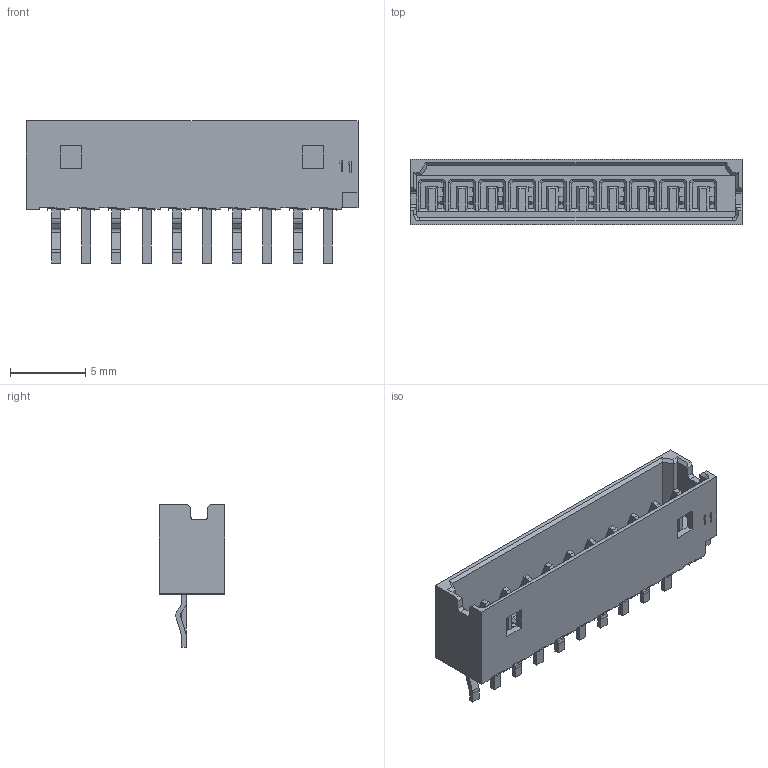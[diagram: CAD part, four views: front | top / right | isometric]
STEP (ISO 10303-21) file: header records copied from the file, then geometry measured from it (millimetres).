
FILE_DESCRIPTION(('FreeCAD Model'),'2;1');
FILE_NAME('Open CASCADE Shape Model','2021-05-18T23:22:29',(''),(''), 'Open CASCADE STEP processor 7.4','FreeCAD','Unknown');
FILE_SCHEMA(('AUTOMOTIVE_DESIGN { 1 0 10303 214 1 1 1 1 }'));
Length unit declared in the file: millimetre
Products named in the file (540): Face; Face001; Face002; Face003; Face004; Face005; Face006; Face007; Face008; Face009; Face010; Face011; Face012; Face013; Face014; Face015; Face016; Face017; Face018; Face019; Face020; Face021; Face022; Face023; Face024; Face025; Face026; Face027; Face028; Face029; Face030; Face031; Face032; Face033; Face034; Face035; Face036; Face037; Face038; Face039 ...
Bounding box: 22 x 4.35 x 9.42 mm (x, y, z)
Surface area: 876.6 mm2 (no closed solid volume)
Topology: 0 solids, 540 shells, 540 faces, 2794 edges, 2794 vertices
Faces by surface type: plane 502, cylinder 36, cone 2
Entity records: 37678 total; most frequent: CARTESIAN_POINT 6129, DIRECTION 4024, ORIENTED_EDGE 2794, EDGE_CURVE 2794, VERTEX_POINT 2794, LINE 2646, VECTOR 2646, AXIS2_PLACEMENT_3D 689
